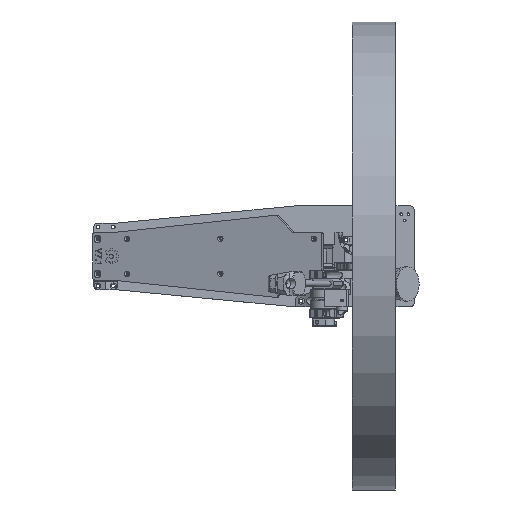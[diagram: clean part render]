
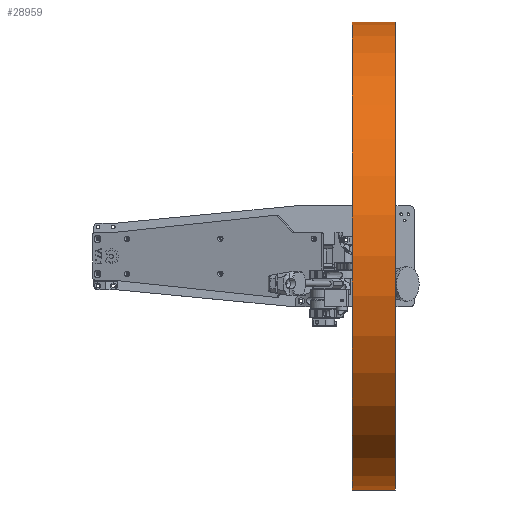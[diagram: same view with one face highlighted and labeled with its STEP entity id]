
A CAD part, top view. The second image highlights one B-rep face of the part: STEP entity #28959.
In plain terms, the highlighted cylindrical face has radius 287.2 mm (diameter 574.4 mm), a full revolution.
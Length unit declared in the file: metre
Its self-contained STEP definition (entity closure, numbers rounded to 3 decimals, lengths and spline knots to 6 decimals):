
#1370=CIRCLE('',#32904,0.2872);
#1371=CIRCLE('',#32906,0.2872);
#3443=CYLINDRICAL_SURFACE('',#32905,0.2872);
#11928=ORIENTED_EDGE('',*,*,#16145,.T.);
#11929=ORIENTED_EDGE('',*,*,#16146,.F.);
#16145=EDGE_CURVE('',#19038,#19038,#1370,.T.);
#16146=EDGE_CURVE('',#19039,#19039,#1371,.T.);
#19038=VERTEX_POINT('',#53572);
#19039=VERTEX_POINT('',#53575);
#24933=EDGE_LOOP('',(#11928));
#24934=EDGE_LOOP('',(#11929));
#26895=FACE_BOUND('',#24933,.T.);
#26896=FACE_BOUND('',#24934,.T.);
#28959=ADVANCED_FACE('',(#26895,#26896),#3443,.T.);
#32904=AXIS2_PLACEMENT_3D('',#53571,#40882,#40883);
#32905=AXIS2_PLACEMENT_3D('',#53573,#40884,#40885);
#32906=AXIS2_PLACEMENT_3D('',#53574,#40886,#40887);
#40882=DIRECTION('',(1.,0.,0.));
#40883=DIRECTION('',(0.,0.,-1.));
#40884=DIRECTION('',(1.,0.,0.));
#40885=DIRECTION('',(0.,0.,-1.));
#40886=DIRECTION('',(1.,0.,0.));
#40887=DIRECTION('',(0.,0.,-1.));
#53571=CARTESIAN_POINT('',(0.034,0.,0.2932));
#53572=CARTESIAN_POINT('',(0.034,0.,0.006));
#53573=CARTESIAN_POINT('',(0.0935,0.,0.2932));
#53574=CARTESIAN_POINT('',(0.087,0.,0.2932));
#53575=CARTESIAN_POINT('',(0.087,0.,0.006));
